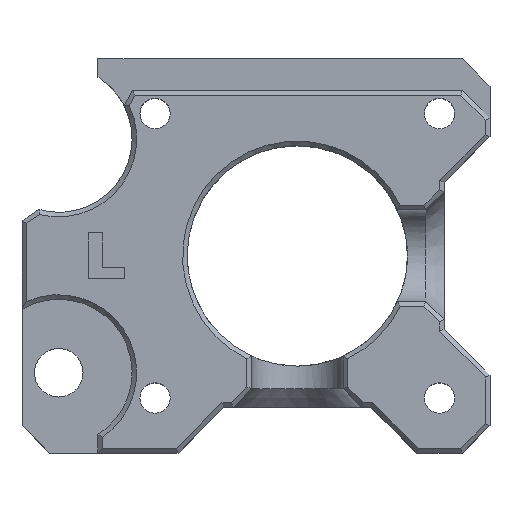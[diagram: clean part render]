
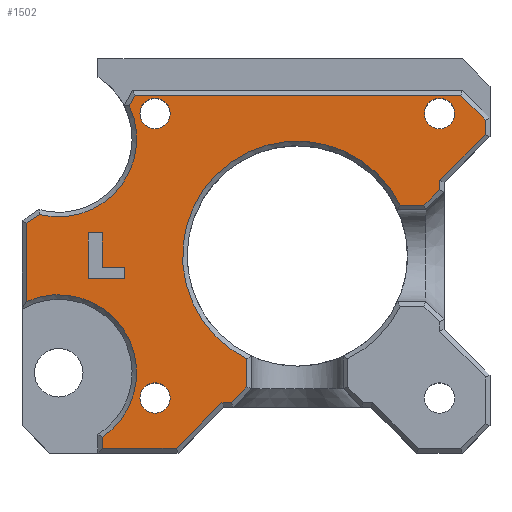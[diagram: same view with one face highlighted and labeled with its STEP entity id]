
A CAD part, top view. The second image highlights one B-rep face of the part: STEP entity #1502.
In plain terms, the highlighted planar face has unit normal (0, 0, 1).
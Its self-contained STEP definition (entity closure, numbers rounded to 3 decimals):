
#16=FACE_BOUND('',#226,.T.);
#17=FACE_BOUND('',#227,.T.);
#18=FACE_BOUND('',#228,.T.);
#19=FACE_BOUND('',#229,.T.);
#47=CIRCLE('',#1552,1.65);
#51=CIRCLE('',#1558,1.65);
#53=CIRCLE('',#1561,1.65);
#60=CIRCLE('',#1589,12.5);
#62=CIRCLE('',#1600,8.5);
#63=CIRCLE('',#1602,8.5);
#140=FACE_OUTER_BOUND('',#225,.T.);
#225=EDGE_LOOP('',(#1219,#1220,#1221,#1222,#1223,#1224,#1225,#1226,#1227,
#1228,#1229,#1230,#1231,#1232,#1233,#1234,#1235,#1236,#1237));
#226=EDGE_LOOP('',(#1238,#1239,#1240,#1241,#1242,#1243));
#227=EDGE_LOOP('',(#1244));
#228=EDGE_LOOP('',(#1245));
#229=EDGE_LOOP('',(#1246));
#261=LINE('',#2051,#435);
#265=LINE('',#2059,#439);
#268=LINE('',#2065,#442);
#271=LINE('',#2071,#445);
#274=LINE('',#2077,#448);
#277=LINE('',#2082,#451);
#336=LINE('',#2285,#510);
#339=LINE('',#2301,#513);
#340=LINE('',#2304,#514);
#343=LINE('',#2311,#517);
#347=LINE('',#2319,#521);
#350=LINE('',#2325,#524);
#353=LINE('',#2331,#527);
#357=LINE('',#2345,#531);
#358=LINE('',#2352,#532);
#361=LINE('',#2375,#535);
#364=LINE('',#2381,#538);
#367=LINE('',#2387,#541);
#370=LINE('',#2393,#544);
#373=LINE('',#2398,#547);
#375=LINE('',#2401,#549);
#377=LINE('',#2404,#551);
#435=VECTOR('',#1655,10.);
#439=VECTOR('',#1661,10.);
#442=VECTOR('',#1666,10.);
#445=VECTOR('',#1671,10.);
#448=VECTOR('',#1676,10.);
#451=VECTOR('',#1681,10.);
#510=VECTOR('',#1822,10.);
#513=VECTOR('',#1831,10.);
#514=VECTOR('',#1834,10.);
#517=VECTOR('',#1839,10.);
#521=VECTOR('',#1845,10.);
#524=VECTOR('',#1850,10.);
#527=VECTOR('',#1855,10.);
#531=VECTOR('',#1861,10.);
#532=VECTOR('',#1864,10.);
#535=VECTOR('',#1881,10.);
#538=VECTOR('',#1886,10.);
#541=VECTOR('',#1891,10.);
#544=VECTOR('',#1896,10.);
#547=VECTOR('',#1901,10.);
#549=VECTOR('',#1905,10.);
#551=VECTOR('',#1909,10.);
#609=VERTEX_POINT('',#2049);
#610=VERTEX_POINT('',#2050);
#613=VERTEX_POINT('',#2058);
#615=VERTEX_POINT('',#2064);
#617=VERTEX_POINT('',#2070);
#619=VERTEX_POINT('',#2076);
#623=VERTEX_POINT('',#2092);
#627=VERTEX_POINT('',#2104);
#629=VERTEX_POINT('',#2110);
#674=VERTEX_POINT('',#2282);
#675=VERTEX_POINT('',#2284);
#676=VERTEX_POINT('',#2291);
#677=VERTEX_POINT('',#2299);
#678=VERTEX_POINT('',#2303);
#680=VERTEX_POINT('',#2309);
#681=VERTEX_POINT('',#2310);
#684=VERTEX_POINT('',#2318);
#686=VERTEX_POINT('',#2324);
#688=VERTEX_POINT('',#2330);
#692=VERTEX_POINT('',#2342);
#693=VERTEX_POINT('',#2344);
#694=VERTEX_POINT('',#2351);
#697=VERTEX_POINT('',#2362);
#699=VERTEX_POINT('',#2374);
#701=VERTEX_POINT('',#2380);
#703=VERTEX_POINT('',#2386);
#705=VERTEX_POINT('',#2392);
#706=VERTEX_POINT('',#2397);
#739=EDGE_CURVE('',#609,#610,#261,.T.);
#743=EDGE_CURVE('',#613,#609,#265,.T.);
#746=EDGE_CURVE('',#615,#613,#268,.T.);
#749=EDGE_CURVE('',#617,#615,#271,.T.);
#752=EDGE_CURVE('',#619,#617,#274,.T.);
#755=EDGE_CURVE('',#610,#619,#277,.T.);
#760=EDGE_CURVE('',#623,#623,#47,.T.);
#766=EDGE_CURVE('',#627,#627,#51,.T.);
#769=EDGE_CURVE('',#629,#629,#53,.T.);
#835=EDGE_CURVE('',#674,#675,#336,.T.);
#837=EDGE_CURVE('',#675,#676,#60,.T.);
#841=EDGE_CURVE('',#677,#674,#339,.T.);
#842=EDGE_CURVE('',#676,#678,#340,.T.);
#845=EDGE_CURVE('',#680,#681,#343,.T.);
#849=EDGE_CURVE('',#681,#684,#347,.T.);
#852=EDGE_CURVE('',#684,#686,#350,.T.);
#855=EDGE_CURVE('',#686,#688,#353,.T.);
#860=EDGE_CURVE('',#692,#693,#357,.T.);
#862=EDGE_CURVE('',#694,#692,#358,.T.);
#866=EDGE_CURVE('',#693,#697,#62,.T.);
#868=EDGE_CURVE('',#688,#694,#63,.T.);
#871=EDGE_CURVE('',#697,#699,#361,.T.);
#874=EDGE_CURVE('',#699,#701,#364,.T.);
#877=EDGE_CURVE('',#701,#703,#367,.T.);
#880=EDGE_CURVE('',#703,#705,#370,.T.);
#883=EDGE_CURVE('',#705,#706,#373,.T.);
#885=EDGE_CURVE('',#678,#680,#375,.T.);
#887=EDGE_CURVE('',#706,#677,#377,.T.);
#1219=ORIENTED_EDGE('',*,*,#860,.F.);
#1220=ORIENTED_EDGE('',*,*,#862,.F.);
#1221=ORIENTED_EDGE('',*,*,#868,.F.);
#1222=ORIENTED_EDGE('',*,*,#855,.F.);
#1223=ORIENTED_EDGE('',*,*,#852,.F.);
#1224=ORIENTED_EDGE('',*,*,#849,.F.);
#1225=ORIENTED_EDGE('',*,*,#845,.F.);
#1226=ORIENTED_EDGE('',*,*,#885,.F.);
#1227=ORIENTED_EDGE('',*,*,#842,.F.);
#1228=ORIENTED_EDGE('',*,*,#837,.F.);
#1229=ORIENTED_EDGE('',*,*,#835,.F.);
#1230=ORIENTED_EDGE('',*,*,#841,.F.);
#1231=ORIENTED_EDGE('',*,*,#887,.F.);
#1232=ORIENTED_EDGE('',*,*,#883,.F.);
#1233=ORIENTED_EDGE('',*,*,#880,.F.);
#1234=ORIENTED_EDGE('',*,*,#877,.F.);
#1235=ORIENTED_EDGE('',*,*,#874,.F.);
#1236=ORIENTED_EDGE('',*,*,#871,.F.);
#1237=ORIENTED_EDGE('',*,*,#866,.F.);
#1238=ORIENTED_EDGE('',*,*,#739,.T.);
#1239=ORIENTED_EDGE('',*,*,#755,.T.);
#1240=ORIENTED_EDGE('',*,*,#752,.T.);
#1241=ORIENTED_EDGE('',*,*,#749,.T.);
#1242=ORIENTED_EDGE('',*,*,#746,.T.);
#1243=ORIENTED_EDGE('',*,*,#743,.T.);
#1244=ORIENTED_EDGE('',*,*,#760,.T.);
#1245=ORIENTED_EDGE('',*,*,#766,.T.);
#1246=ORIENTED_EDGE('',*,*,#769,.T.);
#1423=PLANE('',#1622);
#1502=ADVANCED_FACE('',(#140,#16,#17,#18,#19),#1423,.F.);
#1552=AXIS2_PLACEMENT_3D('',#2093,#1694,#1695);
#1558=AXIS2_PLACEMENT_3D('',#2105,#1708,#1709);
#1561=AXIS2_PLACEMENT_3D('',#2111,#1715,#1716);
#1589=AXIS2_PLACEMENT_3D('',#2292,#1825,#1826);
#1600=AXIS2_PLACEMENT_3D('',#2363,#1870,#1871);
#1602=AXIS2_PLACEMENT_3D('',#2369,#1874,#1875);
#1622=AXIS2_PLACEMENT_3D('',#2454,#1955,#1956);
#1655=DIRECTION('',(-1.,0.,0.));
#1661=DIRECTION('',(0.,-1.,0.));
#1666=DIRECTION('',(1.,0.,0.));
#1671=DIRECTION('',(0.,-1.,0.));
#1676=DIRECTION('',(1.,0.,0.));
#1681=DIRECTION('',(0.,1.,0.));
#1694=DIRECTION('center_axis',(0.,0.,-1.));
#1695=DIRECTION('ref_axis',(-1.,0.,0.));
#1708=DIRECTION('center_axis',(0.,0.,-1.));
#1709=DIRECTION('ref_axis',(-1.,0.,0.));
#1715=DIRECTION('center_axis',(0.,0.,-1.));
#1716=DIRECTION('ref_axis',(-1.,0.,0.));
#1822=DIRECTION('',(-1.,0.,0.));
#1825=DIRECTION('center_axis',(0.,0.,1.));
#1826=DIRECTION('ref_axis',(-1.,0.,0.));
#1831=DIRECTION('',(-0.707,-0.707,0.));
#1834=DIRECTION('',(0.,-1.,0.));
#1839=DIRECTION('',(-1.,0.,0.));
#1845=DIRECTION('',(-0.707,-0.707,0.));
#1850=DIRECTION('',(-1.,0.,0.));
#1855=DIRECTION('',(0.,1.,0.));
#1861=DIRECTION('',(0.833,0.553,0.));
#1864=DIRECTION('',(0.,1.,0.));
#1870=DIRECTION('center_axis',(0.,0.,1.));
#1871=DIRECTION('ref_axis',(-0.535,-0.845,0.));
#1874=DIRECTION('center_axis',(0.,0.,1.));
#1875=DIRECTION('ref_axis',(-0.5,0.866,0.));
#1881=DIRECTION('',(0.47,0.883,0.));
#1886=DIRECTION('',(1.,0.,0.));
#1891=DIRECTION('',(0.707,-0.707,0.));
#1896=DIRECTION('',(0.,-1.,0.));
#1901=DIRECTION('',(-0.707,-0.707,0.));
#1905=DIRECTION('',(-0.707,-0.707,0.));
#1909=DIRECTION('',(0.,-1.,0.));
#1955=DIRECTION('center_axis',(0.,0.,-1.));
#1956=DIRECTION('ref_axis',(-1.,0.,0.));
#2049=CARTESIAN_POINT('',(-49.839,112.,14.));
#2050=CARTESIAN_POINT('',(-53.796,112.,14.));
#2051=CARTESIAN_POINT('',(-42.67,112.,14.));
#2058=CARTESIAN_POINT('',(-49.839,113.231,14.));
#2059=CARTESIAN_POINT('',(-49.839,112.991,14.));
#2064=CARTESIAN_POINT('',(-52.25,113.231,14.));
#2065=CARTESIAN_POINT('',(-43.875,113.231,14.));
#2070=CARTESIAN_POINT('',(-52.25,117.,14.));
#2071=CARTESIAN_POINT('',(-52.25,114.875,14.));
#2076=CARTESIAN_POINT('',(-53.796,117.,14.));
#2077=CARTESIAN_POINT('',(-44.648,117.,14.));
#2082=CARTESIAN_POINT('',(-53.796,112.375,14.));
#2092=CARTESIAN_POINT('',(-44.85,130.,14.));
#2093=CARTESIAN_POINT('Origin',(-46.5,130.,14.));
#2104=CARTESIAN_POINT('',(-44.85,99.,14.));
#2105=CARTESIAN_POINT('Origin',(-46.5,99.,14.));
#2110=CARTESIAN_POINT('',(-13.85,130.,14.));
#2111=CARTESIAN_POINT('Origin',(-15.5,130.,14.));
#2282=CARTESIAN_POINT('',(-17.207,120.,14.));
#2284=CARTESIAN_POINT('',(-19.775,120.,14.));
#2285=CARTESIAN_POINT('',(-25.25,120.,14.));
#2291=CARTESIAN_POINT('',(-36.5,103.275,14.));
#2292=CARTESIAN_POINT('Origin',(-31.,114.5,14.));
#2299=CARTESIAN_POINT('',(-15.5,121.707,14.));
#2301=CARTESIAN_POINT('',(-23.166,114.041,14.));
#2303=CARTESIAN_POINT('',(-36.5,100.207,14.));
#2304=CARTESIAN_POINT('',(-36.5,108.171,14.));
#2309=CARTESIAN_POINT('',(-38.207,98.5,14.));
#2310=CARTESIAN_POINT('',(-39.207,98.5,14.));
#2311=CARTESIAN_POINT('',(-37.25,98.5,14.));
#2318=CARTESIAN_POINT('',(-44.207,93.5,14.));
#2319=CARTESIAN_POINT('',(-37.291,100.416,14.));
#2324=CARTESIAN_POINT('',(-52.222,93.5,14.));
#2325=CARTESIAN_POINT('',(-48.25,93.5,14.));
#2330=CARTESIAN_POINT('',(-52.222,94.73,14.));
#2331=CARTESIAN_POINT('',(-52.222,103.875,14.));
#2342=CARTESIAN_POINT('',(-60.5,118.044,14.));
#2344=CARTESIAN_POINT('',(-59.067,118.995,14.));
#2345=CARTESIAN_POINT('',(-52.697,123.226,14.));
#2351=CARTESIAN_POINT('',(-60.5,109.506,14.));
#2352=CARTESIAN_POINT('',(-60.5,116.531,14.));
#2362=CARTESIAN_POINT('',(-49.295,130.83,14.));
#2363=CARTESIAN_POINT('Origin',(-57.,127.24,14.));
#2369=CARTESIAN_POINT('Origin',(-57.,101.76,14.));
#2374=CARTESIAN_POINT('',(-48.672,132.,14.));
#2375=CARTESIAN_POINT('',(-51.361,126.951,14.));
#2380=CARTESIAN_POINT('',(-13.207,132.,14.));
#2381=CARTESIAN_POINT('',(-43.236,132.,14.));
#2386=CARTESIAN_POINT('',(-10.5,129.293,14.));
#2387=CARTESIAN_POINT('',(-13.291,132.084,14.));
#2392=CARTESIAN_POINT('',(-10.5,127.707,14.));
#2393=CARTESIAN_POINT('',(-10.5,120.125,14.));
#2397=CARTESIAN_POINT('',(-15.5,122.707,14.));
#2398=CARTESIAN_POINT('',(-22.916,115.291,14.));
#2401=CARTESIAN_POINT('',(-33.541,103.166,14.));
#2404=CARTESIAN_POINT('',(-15.5,109.625,14.));
#2454=CARTESIAN_POINT('Origin',(-35.5,112.75,14.));
